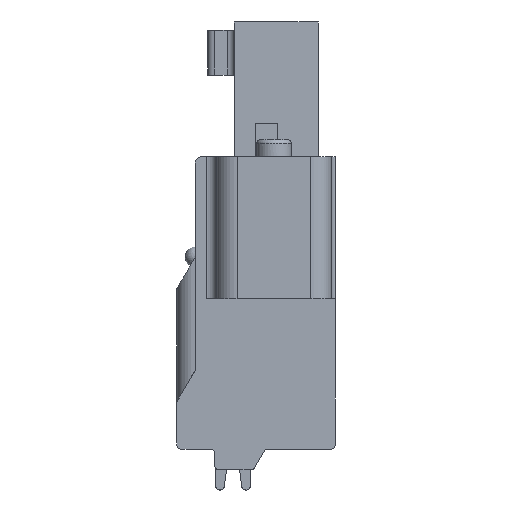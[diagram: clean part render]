
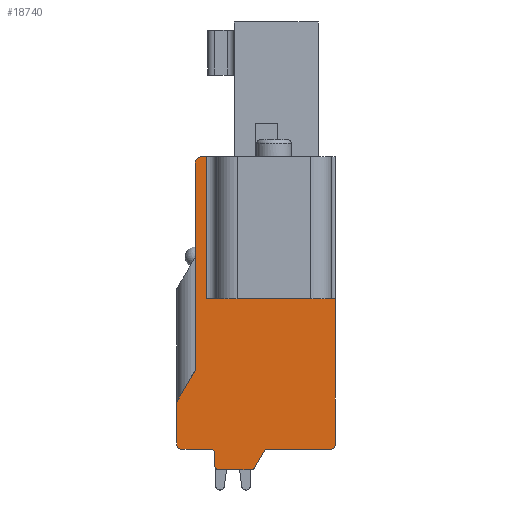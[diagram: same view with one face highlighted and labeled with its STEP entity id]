
A CAD part, front view. The second image highlights one B-rep face of the part: STEP entity #18740.
In plain terms, the highlighted planar face has unit normal (0, -1, 0).
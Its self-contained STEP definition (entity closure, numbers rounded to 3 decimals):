
#94=DIRECTION('',(-1.,0.,0.));
#95=VECTOR('',#94,0.25);
#96=CARTESIAN_POINT('',(-6.3,-11.43,0.));
#97=LINE('',#96,#95);
#2149=DIRECTION('',(0.,0.,-1.));
#2150=VECTOR('',#2149,10.141);
#2151=CARTESIAN_POINT('',(-6.85,-11.43,
-0.3));
#2152=LINE('',#2151,#2150);
#2374=DIRECTION('',(0.,0.,-1.));
#2375=VECTOR('',#2374,2.1);
#2376=CARTESIAN_POINT('',(-7.75,-11.43,-12.));
#2377=LINE('',#2376,#2375);
#2390=DIRECTION('',(1.,0.,0.));
#2391=VECTOR('',#2390,1.45);
#2392=CARTESIAN_POINT('',(-7.55,-11.43,-14.3));
#2393=LINE('',#2392,#2391);
#2398=DIRECTION('',(1.,0.,0.));
#2399=VECTOR('',#2398,3.107);
#2400=CARTESIAN_POINT('',(-3.307,-11.43,-14.3));
#2401=LINE('',#2400,#2399);
#2740=DIRECTION('',(0.,0.,1.));
#2741=VECTOR('',#2740,7.15);
#2742=CARTESIAN_POINT('',(0.,-11.43,-14.1));
#2743=LINE('',#2742,#2741);
#3218=DIRECTION('',(1.,0.,0.));
#3219=VECTOR('',#3218,6.3);
#3220=CARTESIAN_POINT('',(-6.3,-11.43,-6.95));
#3221=LINE('',#3220,#3219);
#3222=CARTESIAN_POINT('',(-0.2,-11.43,-14.1));
#3223=DIRECTION('',(0.,1.,0.));
#3224=DIRECTION('',(1.,0.,0.));
#3225=AXIS2_PLACEMENT_3D('',#3222,#3223,#3224);
#3227=CARTESIAN_POINT('',(-3.307,-11.43,-14.5));
#3228=DIRECTION('',(0.,-1.,0.));
#3229=DIRECTION('',(0.,0.,1.));
#3230=AXIS2_PLACEMENT_3D('',#3227,#3228,#3229);
#3232=DIRECTION('',(-0.5,0.,-0.866));
#3233=VECTOR('',#3232,0.924);
#3234=CARTESIAN_POINT('',(-3.48,-11.43,
-14.4));
#3235=LINE('',#3234,#3233);
#3236=CARTESIAN_POINT('',(-4.115,-11.43,-15.1));
#3237=DIRECTION('',(0.,1.,0.));
#3238=DIRECTION('',(0.866,0.,-0.5));
#3239=AXIS2_PLACEMENT_3D('',#3236,#3237,#3238);
#3241=CARTESIAN_POINT('',(-5.7,-11.43,-15.1));
#3242=DIRECTION('',(0.,1.,0.));
#3243=DIRECTION('',(0.,0.,-1.));
#3244=AXIS2_PLACEMENT_3D('',#3241,#3242,#3243);
#3246=CARTESIAN_POINT('',(-6.1,-11.43,-14.5));
#3247=DIRECTION('',(0.,-1.,0.));
#3248=DIRECTION('',(1.,0.,0.));
#3249=AXIS2_PLACEMENT_3D('',#3246,#3247,#3248);
#3251=CARTESIAN_POINT('',(-7.55,-11.43,-14.1));
#3252=DIRECTION('',(0.,1.,0.));
#3253=DIRECTION('',(0.,0.,-1.));
#3254=AXIS2_PLACEMENT_3D('',#3251,#3252,#3253);
#3256=DIRECTION('',(0.5,0.,0.866));
#3257=VECTOR('',#3256,1.8);
#3258=CARTESIAN_POINT('',(-7.75,-11.43,-12.));
#3259=LINE('',#3258,#3257);
#3260=CARTESIAN_POINT('',(-6.55,-11.43,-0.3));
#3261=DIRECTION('',(0.,1.,0.));
#3262=DIRECTION('',(-1.,0.,0.));
#3263=AXIS2_PLACEMENT_3D('',#3260,#3261,#3262);
#3269=DIRECTION('',(0.,0.,1.));
#3270=VECTOR('',#3269,6.95);
#3271=CARTESIAN_POINT('',(-6.3,-11.43,-6.95));
#3272=LINE('',#3271,#3270);
#3555=DIRECTION('',(0.,0.,-1.));
#3556=VECTOR('',#3555,0.6);
#3557=CARTESIAN_POINT('',(-5.9,-11.43,-14.5));
#3558=LINE('',#3557,#3556);
#3567=DIRECTION('',(1.,0.,0.));
#3568=VECTOR('',#3567,1.585);
#3569=CARTESIAN_POINT('',(-5.7,-11.43,-15.3));
#3570=LINE('',#3569,#3568);
#11485=CARTESIAN_POINT('',(-6.3,-11.43,0.));
#11486=VERTEX_POINT('',#11485);
#11487=CARTESIAN_POINT('',(-6.55,-11.43,0.));
#11488=VERTEX_POINT('',#11487);
#11585=CARTESIAN_POINT('',(0.,-11.43,-14.1));
#11586=CARTESIAN_POINT('',(0.,-11.43,-6.95));
#11587=VERTEX_POINT('',#11585);
#11588=VERTEX_POINT('',#11586);
#11589=CARTESIAN_POINT('',(-0.2,-11.43,-14.3));
#11590=VERTEX_POINT('',#11589);
#11591=CARTESIAN_POINT('',(-7.55,-11.43,-14.3));
#11592=CARTESIAN_POINT('',(-6.1,-11.43,-14.3));
#11593=VERTEX_POINT('',#11591);
#11594=VERTEX_POINT('',#11592);
#11599=CARTESIAN_POINT('',(-3.307,-11.43,-14.3));
#11600=VERTEX_POINT('',#11599);
#12180=CARTESIAN_POINT('',(-7.75,-11.43,-14.1));
#12181=VERTEX_POINT('',#12180);
#12192=CARTESIAN_POINT('',(-7.75,-11.43,-12.));
#12193=VERTEX_POINT('',#12192);
#12232=CARTESIAN_POINT('',(-6.85,-11.43,
-0.3));
#12233=VERTEX_POINT('',#12232);
#12234=CARTESIAN_POINT('',(-6.85,-11.43,
-10.441));
#12235=VERTEX_POINT('',#12234);
#12552=CARTESIAN_POINT('',(-6.3,-11.43,-6.95));
#12553=VERTEX_POINT('',#12552);
#12554=CARTESIAN_POINT('',(-3.48,-11.43,
-14.4));
#12555=VERTEX_POINT('',#12554);
#12556=CARTESIAN_POINT('',(-3.942,-11.43,
-15.2));
#12557=VERTEX_POINT('',#12556);
#12558=CARTESIAN_POINT('',(-4.115,-11.43,-15.3));
#12559=VERTEX_POINT('',#12558);
#12560=CARTESIAN_POINT('',(-5.7,-11.43,-15.3));
#12561=VERTEX_POINT('',#12560);
#12562=CARTESIAN_POINT('',(-5.9,-11.43,-15.1));
#12563=VERTEX_POINT('',#12562);
#12564=CARTESIAN_POINT('',(-5.9,-11.43,-14.5));
#12565=VERTEX_POINT('',#12564);
#18703=CARTESIAN_POINT('',(0.,-11.43,0.));
#18704=DIRECTION('',(0.,1.,0.));
#18705=DIRECTION('',(1.,0.,0.));
#18706=AXIS2_PLACEMENT_3D('',#18703,#18704,#18705);
#18707=PLANE('',#18706);
#18709=ORIENTED_EDGE('',*,*,#18708,.F.);
#18711=ORIENTED_EDGE('',*,*,#18710,.T.);
#18712=ORIENTED_EDGE('',*,*,#18107,.F.);
#18713=ORIENTED_EDGE('',*,*,#18091,.T.);
#18714=ORIENTED_EDGE('',*,*,#17748,.F.);
#18716=ORIENTED_EDGE('',*,*,#18715,.T.);
#18718=ORIENTED_EDGE('',*,*,#18717,.T.);
#18720=ORIENTED_EDGE('',*,*,#18719,.T.);
#18722=ORIENTED_EDGE('',*,*,#18721,.F.);
#18724=ORIENTED_EDGE('',*,*,#18723,.T.);
#18726=ORIENTED_EDGE('',*,*,#18725,.F.);
#18728=ORIENTED_EDGE('',*,*,#18727,.T.);
#18729=ORIENTED_EDGE('',*,*,#17740,.F.);
#18730=ORIENTED_EDGE('',*,*,#17717,.T.);
#18731=ORIENTED_EDGE('',*,*,#17702,.F.);
#18733=ORIENTED_EDGE('',*,*,#18732,.T.);
#18734=ORIENTED_EDGE('',*,*,#17400,.F.);
#18736=ORIENTED_EDGE('',*,*,#18735,.T.);
#18737=ORIENTED_EDGE('',*,*,#14833,.F.);
#18738=EDGE_LOOP('',(#18709,#18711,#18712,#18713,#18714,#18716,#18718,#18720,
#18722,#18724,#18726,#18728,#18729,#18730,#18731,#18733,#18734,#18736,#18737));
#18739=FACE_OUTER_BOUND('',#18738,.F.);
#3226=CIRCLE('',#3225,0.2);
#3231=CIRCLE('',#3230,0.2);
#3240=CIRCLE('',#3239,0.2);
#3245=CIRCLE('',#3244,0.2);
#3250=CIRCLE('',#3249,0.2);
#3255=CIRCLE('',#3254,0.2);
#3264=CIRCLE('',#3263,0.3);
#14833=EDGE_CURVE('',#11486,#11488,#97,.T.);
#17400=EDGE_CURVE('',#12233,#12235,#2152,.T.);
#17702=EDGE_CURVE('',#12193,#12181,#2377,.T.);
#17717=EDGE_CURVE('',#11593,#12181,#3255,.T.);
#17740=EDGE_CURVE('',#11593,#11594,#2393,.T.);
#17748=EDGE_CURVE('',#11600,#11590,#2401,.T.);
#18091=EDGE_CURVE('',#11587,#11590,#3226,.T.);
#18107=EDGE_CURVE('',#11587,#11588,#2743,.T.);
#18708=EDGE_CURVE('',#12553,#11486,#3272,.T.);
#18710=EDGE_CURVE('',#12553,#11588,#3221,.T.);
#18715=EDGE_CURVE('',#11600,#12555,#3231,.T.);
#18717=EDGE_CURVE('',#12555,#12557,#3235,.T.);
#18719=EDGE_CURVE('',#12557,#12559,#3240,.T.);
#18721=EDGE_CURVE('',#12561,#12559,#3570,.T.);
#18723=EDGE_CURVE('',#12561,#12563,#3245,.T.);
#18725=EDGE_CURVE('',#12565,#12563,#3558,.T.);
#18727=EDGE_CURVE('',#12565,#11594,#3250,.T.);
#18732=EDGE_CURVE('',#12193,#12235,#3259,.T.);
#18735=EDGE_CURVE('',#12233,#11488,#3264,.T.);
#18740=ADVANCED_FACE('',(#18739),#18707,.F.);
